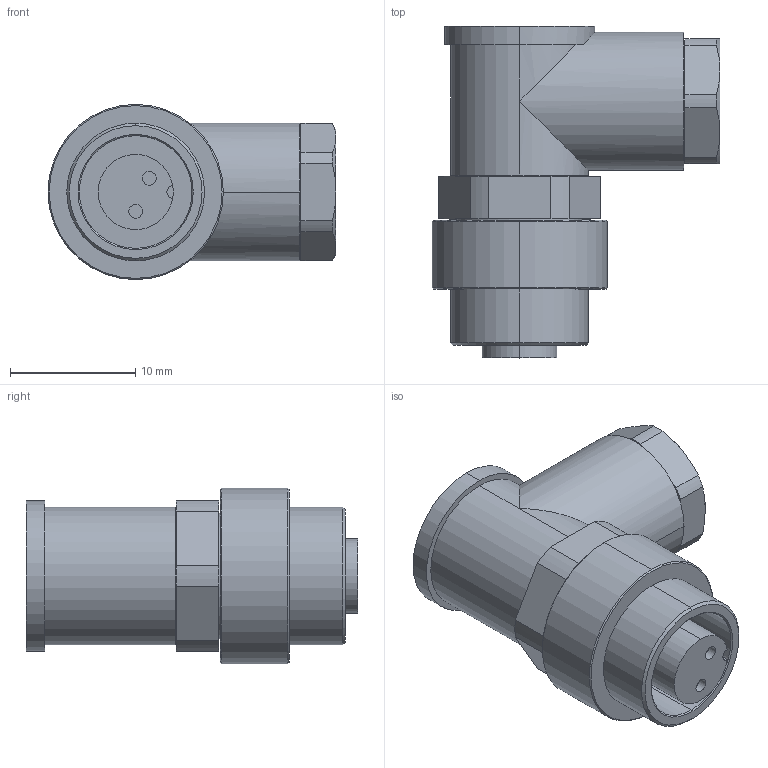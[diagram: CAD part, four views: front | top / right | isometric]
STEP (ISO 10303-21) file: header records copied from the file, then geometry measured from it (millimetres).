
FILE_DESCRIPTION(/* description */ (''),/* implementation_level */ '2;1');
FILE_NAME(/* name */ '99-0402-75-02',/* time_stamp */ '2008-01-16T09:42:41+01:00',/* author */ (''),/* organization */ (''),/* preprocessor_version */ 'ST-DEVELOPER v9',/* originating_system */ 'UGS - NX 4.0',/* authorisation */ '');
FILE_SCHEMA (('AUTOMOTIVE_DESIGN { 1 0 10303 214 1 1 1 1 }'));
Length unit declared in the file: millimetre
Products named in the file (1): cerl6E01q5sg
Bounding box: 23 x 26.5 x 14 mm (x, y, z)
Volume: 3595.1 mm3; surface area: 2304.7 mm2
Topology: 1 solids, 1 shells, 90 faces, 208 edges, 134 vertices
Faces by surface type: cylinder 43, plane 31, cone 14, torus 2
Full cylindrical faces by diameter (mm): 1.1 x2, 1.63 x2
Entity records: 2564 total; most frequent: DIRECTION 478, CARTESIAN_POINT 455, ORIENTED_EDGE 404, EDGE_CURVE 202, AXIS2_PLACEMENT_3D 199, VERTEX_POINT 132, EDGE_LOOP 108, CIRCLE 104
